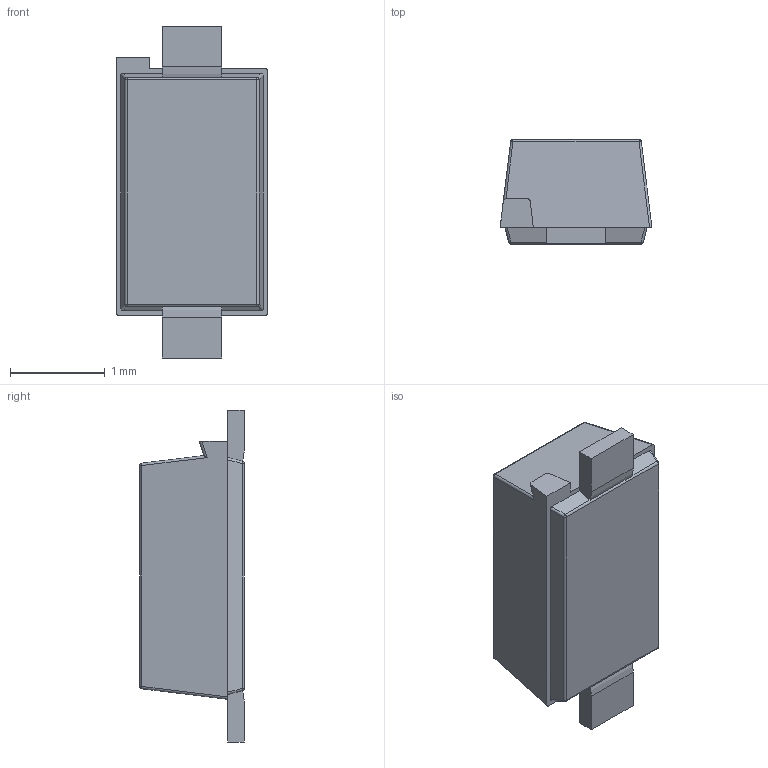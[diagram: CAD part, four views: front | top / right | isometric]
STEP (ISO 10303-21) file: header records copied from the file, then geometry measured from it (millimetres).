
FILE_DESCRIPTION (( '3D model for products with SOD123F package' ), '1' );
FILE_NAME ('SOD123F.step', '2018-08-29T08:40:33', ( 'Nexperia' ), ( 'Nexperia' ), 'SwSTEP 2.0', '', '' );
FILE_SCHEMA (( 'AUTOMOTIVE_DESIGN' ));
Length unit declared in the file: millimetre
Products named in the file (4): SOD123F upper body; SOD123F lower body; SOD123F Lead; SOD123F step
Assembly tree (3 placements, depth 2):
  SOD123F step
    SOD123F Lead
    SOD123F lower body
    SOD123F upper body
Bounding box: 1.6 x 1.1 x 3.5 mm (x, y, z)
Volume: 4.2 mm3; surface area: 31 mm2
Topology: 4 solids, 4 shells, 121 faces, 308 edges, 192 vertices
Faces by surface type: plane 72, cylinder 41, sphere 8
Entity records: 3845 total; most frequent: CARTESIAN_POINT 670, DIRECTION 616, ORIENTED_EDGE 600, EDGE_CURVE 300, VECTOR 214, LINE 214, AXIS2_PLACEMENT_3D 201, VERTEX_POINT 192
